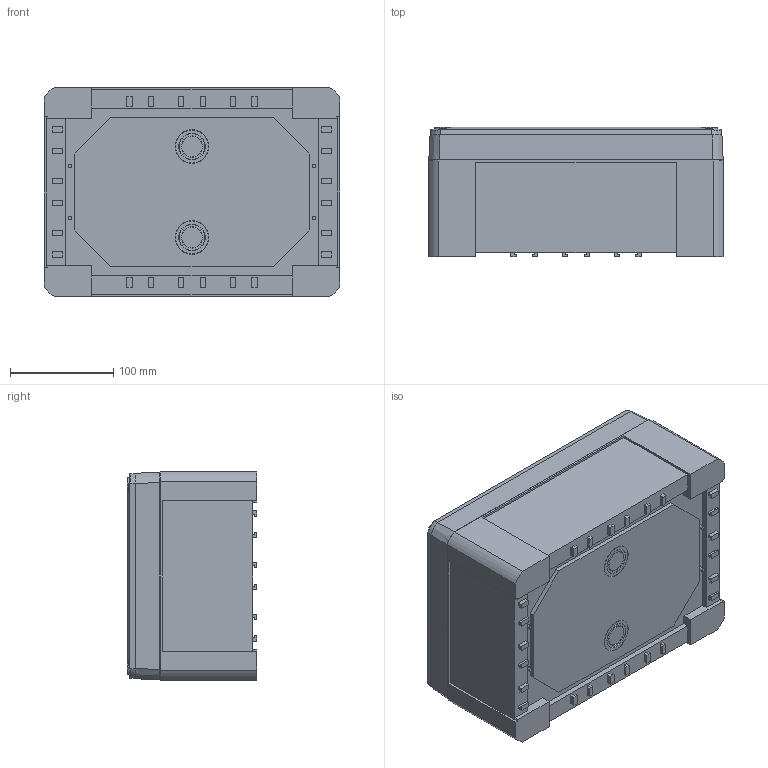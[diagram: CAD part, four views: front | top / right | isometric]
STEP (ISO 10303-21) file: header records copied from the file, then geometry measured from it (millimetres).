
FILE_DESCRIPTION (( 'STEP AP214' ), '1' );
FILE_NAME ('2005572.stp', '2020-09-18T09:02:42', ( '' ), ( '' ), 'SwSTEP 2.0', 'SolidWorks 2020', '' );
FILE_SCHEMA (( 'AUTOMOTIVE_DESIGN' ));
Length unit declared in the file: millimetre
Products named in the file (8): 076460_SDBBC935-ohne-AB™-LGR; 087700_Standard; 018602_ISO 7049 - 3,5 x 9,5 F-Z; 091280_Standard; 113245_Standard; 2005572; 050559_Standard; 092861_S-935
Assembly tree (14 placements, depth 3):
  2005572
    076460_SDBBC935-ohne-AB™-LGR
    113245_Standard
      050559_Standard
    087700_Standard  x4
    092861_S-935
    091280_Standard  x2
    018602_ISO 7049 - 3,5 x 9,5 F-Z  x4
Bounding box: 286.3 x 125.41 x 202.2 mm (x, y, z)
Volume: 1181289 mm3; surface area: 539145.5 mm2
Topology: 13 solids, 19 shells, 777 faces, 1987 edges, 1310 vertices
Faces by surface type: plane 568, cylinder 149, cone 44, torus 8, sphere 8
Entity records: 19752 total; most frequent: CARTESIAN_POINT 3514, ORIENTED_EDGE 3314, DIRECTION 3260, EDGE_CURVE 1657, VECTOR 1296, LINE 1296, VERTEX_POINT 1092, AXIS2_PLACEMENT_3D 982
